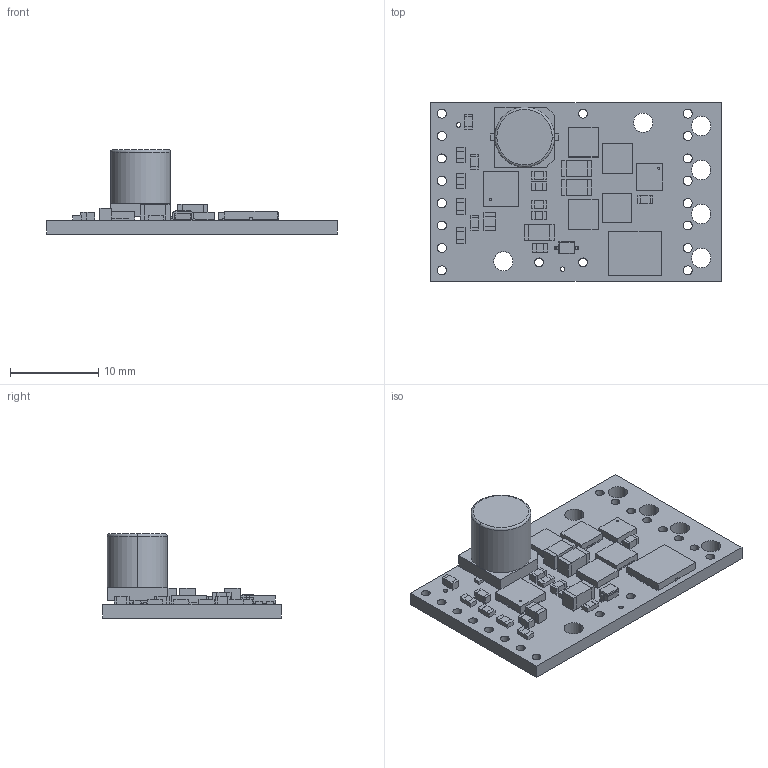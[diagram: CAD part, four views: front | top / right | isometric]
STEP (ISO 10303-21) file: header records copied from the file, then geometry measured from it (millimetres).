
FILE_DESCRIPTION (( 'STEP AP214' ), '1' );
FILE_NAME ('pololu-h2-high-powered-motor-driver-36v11.step', '2024-08-02T20:28:03', ( '' ), ( '' ), 'SwSTEP 2.0', 'SolidWorks 2023', '' );
FILE_SCHEMA (( 'AUTOMOTIVE_DESIGN' ));
Length unit declared in the file: millimetre
Products named in the file (1): pololu-h2-high-powered-motor-driver-36v11
Bounding box: 33.02 x 20.32 x 9.57 mm (x, y, z)
Volume: 1432.6 mm3; surface area: 2181.5 mm2
Topology: 1 solids, 1 shells, 1428 faces, 4037 edges, 2622 vertices
Faces by surface type: plane 1125, bspline 173, cylinder 128, torus 2
Entity records: 67600 total; most frequent: CARTESIAN_POINT 15729, ORIENTED_EDGE 8074, DIRECTION 6405, EDGE_CURVE 4037, LINE 3369, VECTOR 3369, VERTEX_POINT 2622, EDGE_LOOP 1609
